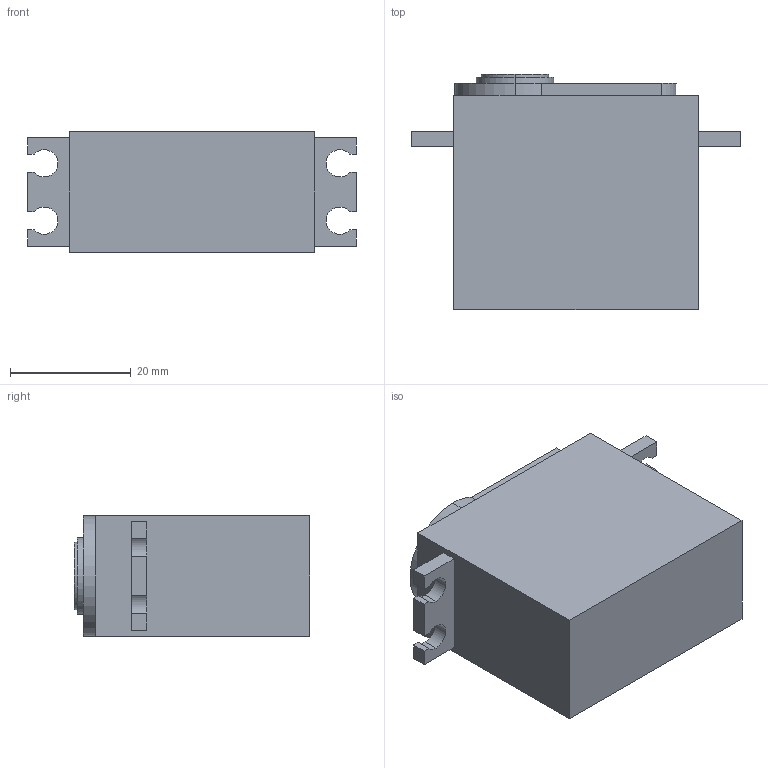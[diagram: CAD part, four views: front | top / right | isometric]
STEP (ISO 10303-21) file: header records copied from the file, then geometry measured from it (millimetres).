
FILE_DESCRIPTION (( 'STEP AP203' ), '1' );
FILE_NAME ('servo.STEP_Default_sldprt.STEP', '2024-01-15T18:00:04', ( '' ), ( '' ), 'SwSTEP 2.0', 'SolidWorks 2022', '' );
FILE_SCHEMA (( 'CONFIG_CONTROL_DESIGN' ));
Length unit declared in the file: millimetre
Products named in the file (1): servo.STEP_Default_sldprt
Bounding box: 54.5 x 39 x 20 mm (x, y, z)
Volume: 30618.1 mm3; surface area: 6703.6 mm2
Topology: 1 solids, 1 shells, 56 faces, 146 edges, 96 vertices
Faces by surface type: plane 36, cylinder 20
Entity records: 1795 total; most frequent: DIRECTION 300, CARTESIAN_POINT 299, ORIENTED_EDGE 292, EDGE_CURVE 146, LINE 106, VECTOR 106, AXIS2_PLACEMENT_3D 97, VERTEX_POINT 96
